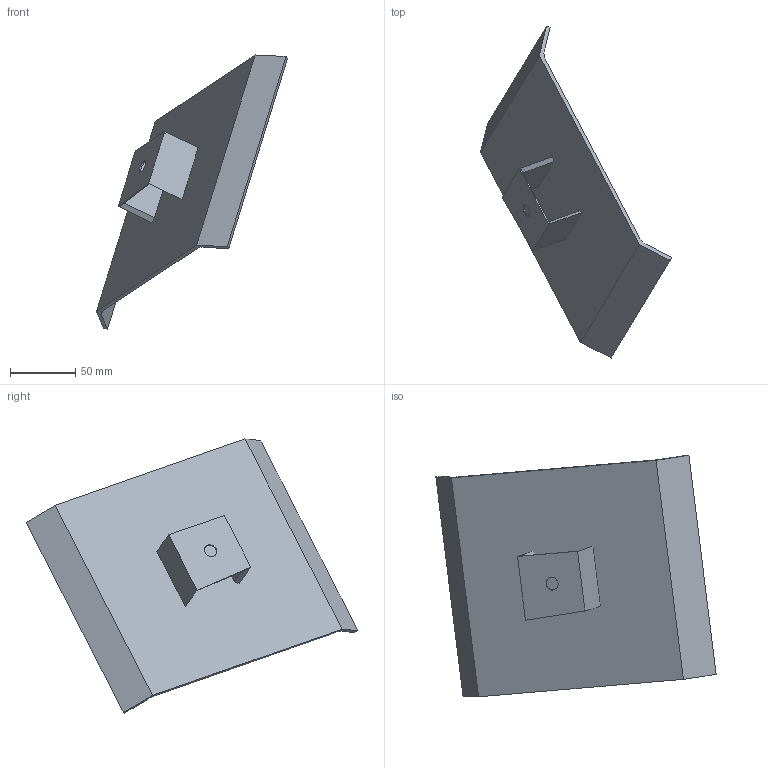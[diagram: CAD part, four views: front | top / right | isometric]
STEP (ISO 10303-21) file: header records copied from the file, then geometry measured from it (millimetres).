
FILE_DESCRIPTION (( 'STEP AP214' ), '1' );
FILE_NAME ('striker_with_rod.STEP', '2019-02-19T20:18:07', ( '' ), ( '' ), 'SwSTEP 2.0', 'SolidWorks 2017', '' );
FILE_SCHEMA (( 'AUTOMOTIVE_DESIGN' ));
Length unit declared in the file: millimetre
Products named in the file (2): striking plate; striker_with_rod
Assembly tree (1 placements, depth 2):
  striker_with_rod
    striking plate
Bounding box: 146.54 x 254.56 x 210.26 mm (x, y, z)
Volume: 124393 mm3; surface area: 88157.4 mm2
Topology: 1 solids, 1 shells, 26 faces, 68 edges, 44 vertices
Faces by surface type: plane 22, cylinder 4
Entity records: 862 total; most frequent: CARTESIAN_POINT 142, ORIENTED_EDGE 136, DIRECTION 136, EDGE_CURVE 68, LINE 60, VECTOR 60, VERTEX_POINT 44, AXIS2_PLACEMENT_3D 38
